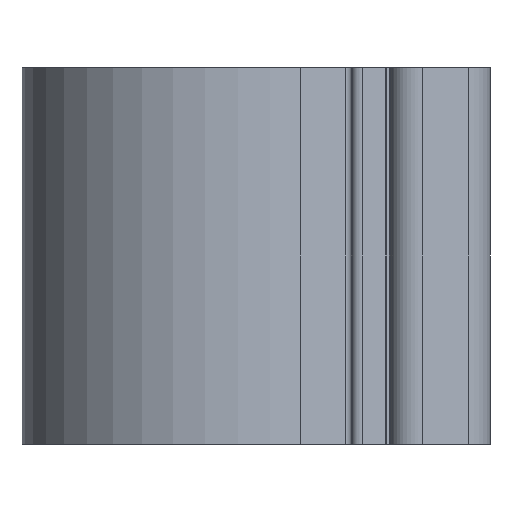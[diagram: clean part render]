
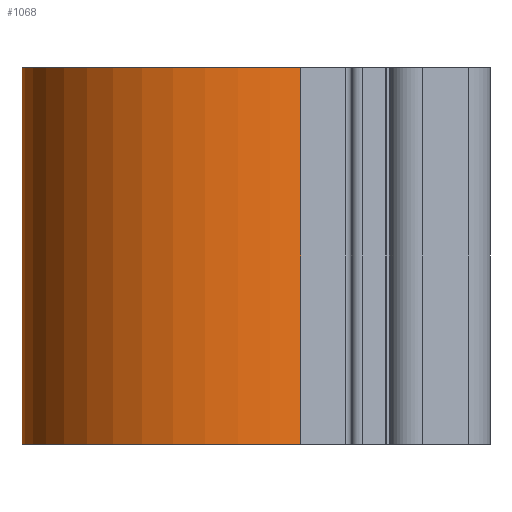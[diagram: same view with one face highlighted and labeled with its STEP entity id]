
A CAD part, left-side view. The second image highlights one B-rep face of the part: STEP entity #1068.
In plain terms, the highlighted cylindrical face has radius 13 mm (diameter 26 mm), a partial arc.
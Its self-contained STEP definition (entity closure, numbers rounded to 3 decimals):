
#98=LINE('',#1778,#190);
#99=LINE('',#1780,#191);
#190=VECTOR('',#1451,1000.);
#191=VECTOR('',#1454,1000.);
#249=CYLINDRICAL_SURFACE('',#1179,13.);
#306=FACE_OUTER_BOUND('',#370,.T.);
#370=EDGE_LOOP('',(#909,#910,#911,#912));
#407=CIRCLE('',#1133,13.);
#420=CIRCLE('',#1148,13.);
#483=VERTEX_POINT('',#1640);
#484=VERTEX_POINT('',#1642);
#509=VERTEX_POINT('',#1697);
#510=VERTEX_POINT('',#1699);
#593=EDGE_CURVE('',#483,#484,#407,.T.);
#622=EDGE_CURVE('',#510,#509,#420,.T.);
#661=EDGE_CURVE('',#483,#510,#98,.T.);
#662=EDGE_CURVE('',#484,#509,#99,.T.);
#909=ORIENTED_EDGE('',*,*,#622,.T.);
#910=ORIENTED_EDGE('',*,*,#662,.F.);
#911=ORIENTED_EDGE('',*,*,#593,.F.);
#912=ORIENTED_EDGE('',*,*,#661,.T.);
#1068=ADVANCED_FACE('',(#306),#249,.T.);
#1133=AXIS2_PLACEMENT_3D('',#1643,#1315,#1316);
#1148=AXIS2_PLACEMENT_3D('',#1700,#1361,#1362);
#1179=AXIS2_PLACEMENT_3D('',#1779,#1452,#1453);
#1315=DIRECTION('center_axis',(0.,0.,1.));
#1316=DIRECTION('ref_axis',(1.,0.,0.));
#1361=DIRECTION('center_axis',(0.,0.,1.));
#1362=DIRECTION('ref_axis',(1.,0.,0.));
#1451=DIRECTION('',(0.,0.,-1.));
#1452=DIRECTION('center_axis',(0.,0.,1.));
#1453=DIRECTION('ref_axis',(-1.,0.,0.));
#1454=DIRECTION('',(0.,0.,-1.));
#1640=CARTESIAN_POINT('',(-13.78,24.,12.5));
#1642=CARTESIAN_POINT('',(-25.562,5.506,12.5));
#1643=CARTESIAN_POINT('Origin',(-13.78,11.,12.5));
#1697=CARTESIAN_POINT('',(-25.562,5.506,-12.5));
#1699=CARTESIAN_POINT('',(-13.78,24.,-12.5));
#1700=CARTESIAN_POINT('Origin',(-13.78,11.,-12.5));
#1778=CARTESIAN_POINT('',(-13.78,24.,12.5));
#1779=CARTESIAN_POINT('Origin',(-13.78,11.,12.5));
#1780=CARTESIAN_POINT('',(-25.562,5.506,12.5));
